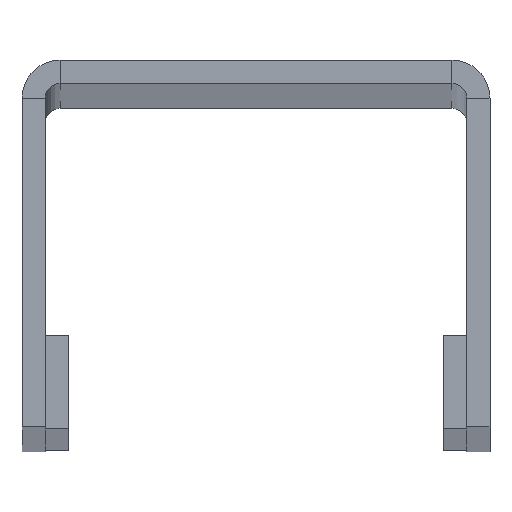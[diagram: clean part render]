
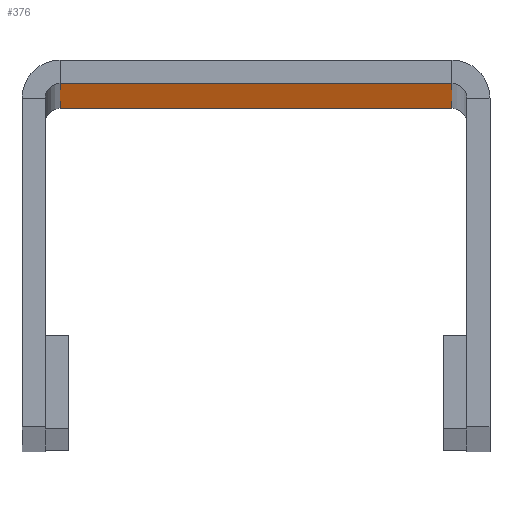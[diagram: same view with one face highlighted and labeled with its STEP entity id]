
A CAD part, top view. The second image highlights one B-rep face of the part: STEP entity #376.
In plain terms, the highlighted planar face has unit normal (0, -1, 0).
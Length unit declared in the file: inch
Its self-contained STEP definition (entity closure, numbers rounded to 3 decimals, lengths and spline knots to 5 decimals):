
#74=DIRECTION('',(0.,0.,1.));
#75=VECTOR('',#74,38.48);
#76=CARTESIAN_POINT('',(-0.5275,-0.0625,-19.24));
#77=LINE('',#76,#75);
#82=DIRECTION('',(0.,0.,1.));
#83=VECTOR('',#82,38.48);
#84=CARTESIAN_POINT('',(0.5275,-0.0625,-19.24));
#85=LINE('',#84,#83);
#94=DIRECTION('',(-1.,0.,0.));
#95=VECTOR('',#94,1.055);
#96=CARTESIAN_POINT('',(0.5275,-0.0625,-19.24));
#97=LINE('',#96,#95);
#182=DIRECTION('',(-1.,0.,0.));
#183=VECTOR('',#182,1.055);
#184=CARTESIAN_POINT('',(0.5275,-0.0625,19.24));
#185=LINE('',#184,#183);
#214=CARTESIAN_POINT('',(0.5275,-0.0625,-19.24));
#215=VERTEX_POINT('',#214);
#216=CARTESIAN_POINT('',(-0.5275,-0.0625,-19.24));
#217=VERTEX_POINT('',#216);
#226=CARTESIAN_POINT('',(0.5275,-0.0625,19.24));
#227=VERTEX_POINT('',#226);
#228=CARTESIAN_POINT('',(-0.5275,-0.0625,19.24));
#229=VERTEX_POINT('',#228);
#362=CARTESIAN_POINT('',(0.5275,-0.0625,-19.24));
#363=DIRECTION('',(0.,1.,0.));
#364=DIRECTION('',(-1.,0.,0.));
#365=AXIS2_PLACEMENT_3D('',#362,#363,#364);
#366=PLANE('',#365);
#368=ORIENTED_EDGE('',*,*,#367,.T.);
#369=ORIENTED_EDGE('',*,*,#345,.T.);
#371=ORIENTED_EDGE('',*,*,#370,.F.);
#373=ORIENTED_EDGE('',*,*,#372,.F.);
#374=EDGE_LOOP('',(#368,#369,#371,#373));
#375=FACE_OUTER_BOUND('',#374,.F.);
#376=ADVANCED_FACE('',(#375),#366,.F.);
#345=EDGE_CURVE('',#217,#229,#77,.T.);
#367=EDGE_CURVE('',#215,#217,#97,.T.);
#370=EDGE_CURVE('',#227,#229,#185,.T.);
#372=EDGE_CURVE('',#215,#227,#85,.T.);
